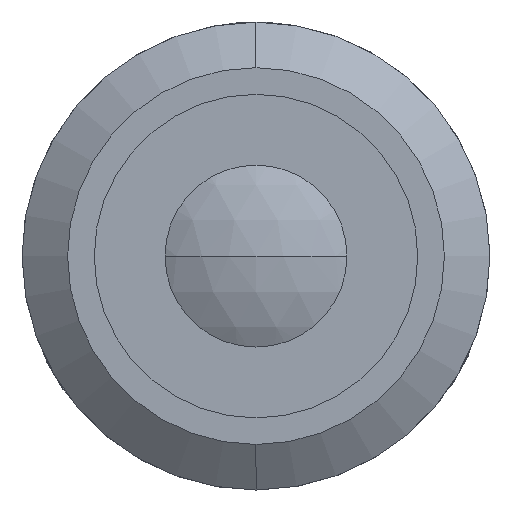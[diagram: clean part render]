
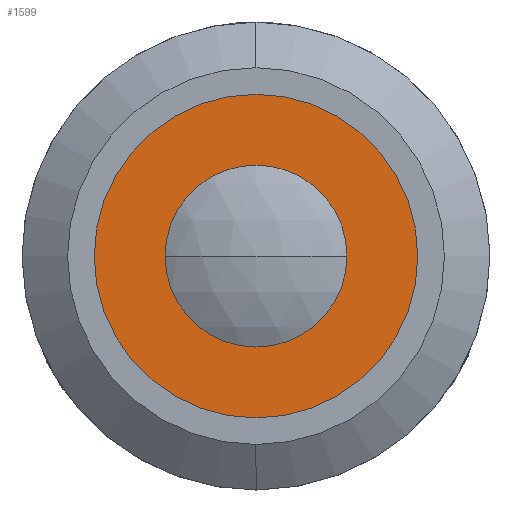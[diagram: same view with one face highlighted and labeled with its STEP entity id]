
A CAD part, left-side view. The second image highlights one B-rep face of the part: STEP entity #1599.
In plain terms, the highlighted planar face has unit normal (-1, 0, 0).
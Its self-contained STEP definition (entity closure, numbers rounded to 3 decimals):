
#337 = CIRCLE ( 'NONE', #1458, 13. ) ;
#403 = EDGE_CURVE ( 'NONE', #4405, #3692, #337, .T. ) ;
#448 = CARTESIAN_POINT ( 'NONE',  ( 3.8, 0., -7. ) ) ;
#697 = EDGE_LOOP ( 'NONE', ( #2332, #1076 ) ) ;
#1076 = ORIENTED_EDGE ( 'NONE', *, *, #2622, .F. ) ;
#1167 = AXIS2_PLACEMENT_3D ( 'NONE', #2337, #4378, #1246 ) ;
#1246 = DIRECTION ( 'NONE',  ( 0., 0., 1. ) ) ;
#1264 = DIRECTION ( 'NONE',  ( -1., 0., 0. ) ) ;
#1271 = FACE_OUTER_BOUND ( 'NONE', #1503, .T. ) ;
#1369 = DIRECTION ( 'NONE',  ( 0., 0., 1. ) ) ;
#1383 = EDGE_CURVE ( 'NONE', #3692, #4405, #3913, .T. ) ;
#1453 = VERTEX_POINT ( 'NONE', #448 ) ;
#1458 = AXIS2_PLACEMENT_3D ( 'NONE', #2638, #4361, #2610 ) ;
#1503 = EDGE_LOOP ( 'NONE', ( #4128, #2401 ) ) ;
#1595 = CIRCLE ( 'NONE', #1167, 7. ) ;
#1599 = ADVANCED_FACE ( 'NONE', ( #4382, #1271 ), #1975, .F. ) ;
#1605 = DIRECTION ( 'NONE',  ( 0., 0., 1. ) ) ;
#1938 = CARTESIAN_POINT ( 'NONE',  ( 3.8, 0., 0. ) ) ;
#1961 = EDGE_CURVE ( 'NONE', #2604, #1453, #2228, .T. ) ;
#1975 = PLANE ( 'NONE',  #2008 ) ;
#1991 = AXIS2_PLACEMENT_3D ( 'NONE', #3097, #2022, #1369 ) ;
#2008 = AXIS2_PLACEMENT_3D ( 'NONE', #3001, #3700, #3658 ) ;
#2022 = DIRECTION ( 'NONE',  ( -1., 0., 0. ) ) ;
#2228 = CIRCLE ( 'NONE', #3701, 7. ) ;
#2332 = ORIENTED_EDGE ( 'NONE', *, *, #1961, .F. ) ;
#2337 = CARTESIAN_POINT ( 'NONE',  ( 3.8, 0., 0. ) ) ;
#2401 = ORIENTED_EDGE ( 'NONE', *, *, #1383, .T. ) ;
#2604 = VERTEX_POINT ( 'NONE', #3752 ) ;
#2610 = DIRECTION ( 'NONE',  ( 0., 0., 1. ) ) ;
#2622 = EDGE_CURVE ( 'NONE', #1453, #2604, #1595, .T. ) ;
#2638 = CARTESIAN_POINT ( 'NONE',  ( 3.8, 0., 0. ) ) ;
#3001 = CARTESIAN_POINT ( 'NONE',  ( 3.8, 13., 0. ) ) ;
#3097 = CARTESIAN_POINT ( 'NONE',  ( 3.8, 0., 0. ) ) ;
#3373 = CARTESIAN_POINT ( 'NONE',  ( 3.8, 0., -13. ) ) ;
#3658 = DIRECTION ( 'NONE',  ( 0., 0., -1. ) ) ;
#3692 = VERTEX_POINT ( 'NONE', #3373 ) ;
#3700 = DIRECTION ( 'NONE',  ( 1., 0., 0. ) ) ;
#3701 = AXIS2_PLACEMENT_3D ( 'NONE', #1938, #1264, #1605 ) ;
#3752 = CARTESIAN_POINT ( 'NONE',  ( 3.8, 0., 7. ) ) ;
#3855 = CARTESIAN_POINT ( 'NONE',  ( 3.8, 0., 13. ) ) ;
#3913 = CIRCLE ( 'NONE', #1991, 13. ) ;
#4128 = ORIENTED_EDGE ( 'NONE', *, *, #403, .T. ) ;
#4361 = DIRECTION ( 'NONE',  ( -1., 0., 0. ) ) ;
#4378 = DIRECTION ( 'NONE',  ( -1., 0., 0. ) ) ;
#4382 = FACE_BOUND ( 'NONE', #697, .T. ) ;
#4405 = VERTEX_POINT ( 'NONE', #3855 ) ;
